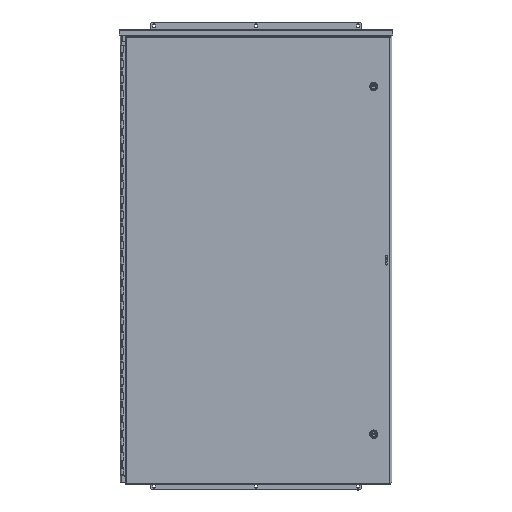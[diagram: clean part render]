
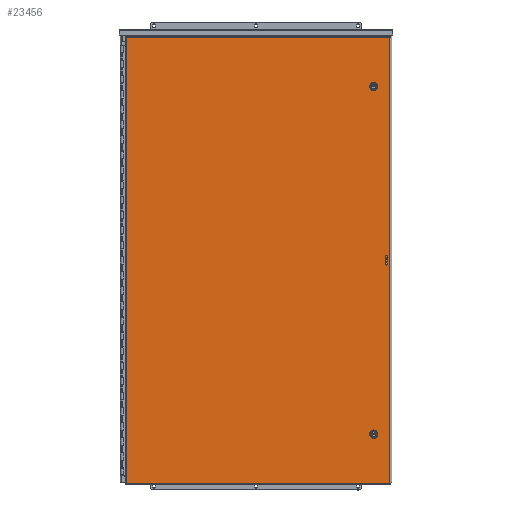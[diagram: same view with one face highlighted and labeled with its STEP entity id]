
A CAD part, top view. The second image highlights one B-rep face of the part: STEP entity #23456.
In plain terms, the highlighted planar face has unit normal (0, 0, 1).
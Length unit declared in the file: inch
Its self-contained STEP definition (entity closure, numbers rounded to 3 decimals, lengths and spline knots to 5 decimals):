
#733=LINE('',#34548,#3023);
#737=LINE('',#34560,#3027);
#741=LINE('',#34572,#3031);
#745=LINE('',#34582,#3035);
#795=LINE('',#34904,#3085);
#812=LINE('',#35116,#3102);
#816=LINE('',#35130,#3106);
#820=LINE('',#35142,#3110);
#824=LINE('',#35154,#3114);
#828=LINE('',#35164,#3118);
#832=LINE('',#35175,#3122);
#838=LINE('',#35193,#3128);
#840=LINE('',#35197,#3130);
#841=LINE('',#35200,#3131);
#3023=VECTOR('',#27623,0.42712);
#3027=VECTOR('',#27635,0.42712);
#3031=VECTOR('',#27647,0.42712);
#3035=VECTOR('',#27659,0.42712);
#3085=VECTOR('',#27743,59.102);
#3102=VECTOR('',#27776,59.102);
#3106=VECTOR('',#27788,0.42712);
#3110=VECTOR('',#27800,0.42712);
#3114=VECTOR('',#27812,0.42712);
#3118=VECTOR('',#27824,0.42712);
#3122=VECTOR('',#27836,1.);
#3128=VECTOR('',#27856,1.);
#3130=VECTOR('',#27862,34.9145);
#3131=VECTOR('',#27867,34.9145);
#5191=PLANE('',#24867);
#5837=FACE_BOUND('',#7505,.T.);
#5838=FACE_BOUND('',#7506,.T.);
#5839=FACE_BOUND('',#7507,.T.);
#6160=FACE_OUTER_BOUND('',#7504,.T.);
#7504=EDGE_LOOP('',(#16125,#16126,#16127,#16128));
#7505=EDGE_LOOP('',(#16129,#16130,#16131,#16132,#16133,#16134,#16135,#16136));
#7506=EDGE_LOOP('',(#16137,#16138,#16139,#16140,#16141,#16142,#16143,#16144));
#7507=EDGE_LOOP('',(#16145,#16146,#16147,#16148));
#8712=CIRCLE('',#24796,0.453);
#8714=CIRCLE('',#24800,0.453);
#8716=CIRCLE('',#24804,0.453);
#8718=CIRCLE('',#24808,0.453);
#8720=CIRCLE('',#24837,0.453);
#8722=CIRCLE('',#24841,0.453);
#8724=CIRCLE('',#24845,0.453);
#8726=CIRCLE('',#24849,0.453);
#8727=CIRCLE('',#24856,0.125);
#8729=CIRCLE('',#24859,0.125);
#9796=VERTEX_POINT('',#34539);
#9797=VERTEX_POINT('',#34541);
#9799=VERTEX_POINT('',#34547);
#9801=VERTEX_POINT('',#34553);
#9803=VERTEX_POINT('',#34559);
#9805=VERTEX_POINT('',#34565);
#9807=VERTEX_POINT('',#34571);
#9809=VERTEX_POINT('',#34577);
#9822=VERTEX_POINT('',#34679);
#9838=VERTEX_POINT('',#34797);
#9853=VERTEX_POINT('',#34903);
#9861=VERTEX_POINT('',#35052);
#9864=VERTEX_POINT('',#35121);
#9865=VERTEX_POINT('',#35123);
#9867=VERTEX_POINT('',#35129);
#9869=VERTEX_POINT('',#35135);
#9871=VERTEX_POINT('',#35141);
#9873=VERTEX_POINT('',#35147);
#9875=VERTEX_POINT('',#35153);
#9877=VERTEX_POINT('',#35159);
#9878=VERTEX_POINT('',#35171);
#9880=VERTEX_POINT('',#35174);
#9882=VERTEX_POINT('',#35180);
#9884=VERTEX_POINT('',#35186);
#12107=EDGE_CURVE('',#9797,#9796,#8712,.T.);
#12110=EDGE_CURVE('',#9799,#9797,#733,.T.);
#12113=EDGE_CURVE('',#9801,#9799,#8714,.T.);
#12116=EDGE_CURVE('',#9803,#9801,#737,.T.);
#12119=EDGE_CURVE('',#9805,#9803,#8716,.T.);
#12122=EDGE_CURVE('',#9807,#9805,#741,.T.);
#12125=EDGE_CURVE('',#9809,#9807,#8718,.T.);
#12128=EDGE_CURVE('',#9796,#9809,#745,.T.);
#12193=EDGE_CURVE('',#9853,#9838,#795,.T.);
#12219=EDGE_CURVE('',#9822,#9861,#812,.T.);
#12222=EDGE_CURVE('',#9865,#9864,#8720,.T.);
#12225=EDGE_CURVE('',#9867,#9865,#816,.T.);
#12228=EDGE_CURVE('',#9869,#9867,#8722,.T.);
#12231=EDGE_CURVE('',#9871,#9869,#820,.T.);
#12234=EDGE_CURVE('',#9873,#9871,#8724,.T.);
#12237=EDGE_CURVE('',#9875,#9873,#824,.T.);
#12240=EDGE_CURVE('',#9877,#9875,#8726,.T.);
#12243=EDGE_CURVE('',#9864,#9877,#828,.T.);
#12247=EDGE_CURVE('',#9880,#9878,#832,.T.);
#12250=EDGE_CURVE('',#9882,#9878,#8727,.T.);
#12253=EDGE_CURVE('',#9880,#9884,#8729,.T.);
#12257=EDGE_CURVE('',#9882,#9884,#838,.T.);
#12259=EDGE_CURVE('',#9838,#9822,#840,.T.);
#12260=EDGE_CURVE('',#9861,#9853,#841,.T.);
#16125=ORIENTED_EDGE('',*,*,#12219,.T.);
#16126=ORIENTED_EDGE('',*,*,#12260,.T.);
#16127=ORIENTED_EDGE('',*,*,#12193,.T.);
#16128=ORIENTED_EDGE('',*,*,#12259,.T.);
#16129=ORIENTED_EDGE('',*,*,#12107,.T.);
#16130=ORIENTED_EDGE('',*,*,#12128,.T.);
#16131=ORIENTED_EDGE('',*,*,#12125,.T.);
#16132=ORIENTED_EDGE('',*,*,#12122,.T.);
#16133=ORIENTED_EDGE('',*,*,#12119,.T.);
#16134=ORIENTED_EDGE('',*,*,#12116,.T.);
#16135=ORIENTED_EDGE('',*,*,#12113,.T.);
#16136=ORIENTED_EDGE('',*,*,#12110,.T.);
#16137=ORIENTED_EDGE('',*,*,#12222,.T.);
#16138=ORIENTED_EDGE('',*,*,#12243,.T.);
#16139=ORIENTED_EDGE('',*,*,#12240,.T.);
#16140=ORIENTED_EDGE('',*,*,#12237,.T.);
#16141=ORIENTED_EDGE('',*,*,#12234,.T.);
#16142=ORIENTED_EDGE('',*,*,#12231,.T.);
#16143=ORIENTED_EDGE('',*,*,#12228,.T.);
#16144=ORIENTED_EDGE('',*,*,#12225,.T.);
#16145=ORIENTED_EDGE('',*,*,#12247,.T.);
#16146=ORIENTED_EDGE('',*,*,#12250,.F.);
#16147=ORIENTED_EDGE('',*,*,#12257,.T.);
#16148=ORIENTED_EDGE('',*,*,#12253,.F.);
#23456=ADVANCED_FACE('',(#6160,#5837,#5838,#5839),#5191,.T.);
#24796=AXIS2_PLACEMENT_3D('',#34542,#27617,#27618);
#24800=AXIS2_PLACEMENT_3D('',#34554,#27629,#27630);
#24804=AXIS2_PLACEMENT_3D('',#34566,#27641,#27642);
#24808=AXIS2_PLACEMENT_3D('',#34578,#27653,#27654);
#24837=AXIS2_PLACEMENT_3D('',#35124,#27782,#27783);
#24841=AXIS2_PLACEMENT_3D('',#35136,#27794,#27795);
#24845=AXIS2_PLACEMENT_3D('',#35148,#27806,#27807);
#24849=AXIS2_PLACEMENT_3D('',#35160,#27818,#27819);
#24856=AXIS2_PLACEMENT_3D('',#35181,#27841,#27842);
#24859=AXIS2_PLACEMENT_3D('',#35187,#27848,#27849);
#24867=AXIS2_PLACEMENT_3D('',#35202,#27870,#27871);
#27617=DIRECTION('center_axis',(0.,0.,-1.));
#27618=DIRECTION('ref_axis',(0.882,0.471,0.));
#27623=DIRECTION('',(1.,0.,0.));
#27629=DIRECTION('center_axis',(0.,0.,-1.));
#27630=DIRECTION('ref_axis',(-0.471,0.882,0.));
#27635=DIRECTION('',(0.,1.,0.));
#27641=DIRECTION('center_axis',(0.,0.,-1.));
#27642=DIRECTION('ref_axis',(-0.882,-0.471,0.));
#27647=DIRECTION('',(-1.,0.,0.));
#27653=DIRECTION('center_axis',(0.,0.,-1.));
#27654=DIRECTION('ref_axis',(0.471,-0.882,0.));
#27659=DIRECTION('',(0.,-1.,0.));
#27743=DIRECTION('',(0.,-1.,0.));
#27776=DIRECTION('',(0.,1.,0.));
#27782=DIRECTION('center_axis',(0.,0.,-1.));
#27783=DIRECTION('ref_axis',(0.882,0.471,0.));
#27788=DIRECTION('',(1.,0.,0.));
#27794=DIRECTION('center_axis',(0.,0.,-1.));
#27795=DIRECTION('ref_axis',(-0.471,0.882,0.));
#27800=DIRECTION('',(0.,1.,0.));
#27806=DIRECTION('center_axis',(0.,0.,-1.));
#27807=DIRECTION('ref_axis',(-0.882,-0.471,0.));
#27812=DIRECTION('',(-1.,0.,0.));
#27818=DIRECTION('center_axis',(0.,0.,-1.));
#27819=DIRECTION('ref_axis',(0.471,-0.882,0.));
#27824=DIRECTION('',(0.,-1.,0.));
#27836=DIRECTION('',(0.,-1.,0.));
#27841=DIRECTION('center_axis',(0.,0.,1.));
#27842=DIRECTION('ref_axis',(-0.707,-0.707,0.));
#27848=DIRECTION('center_axis',(0.,0.,1.));
#27849=DIRECTION('ref_axis',(0.707,0.707,0.));
#27856=DIRECTION('',(0.,1.,0.));
#27862=DIRECTION('',(1.,0.,0.));
#27867=DIRECTION('',(-1.,0.,0.));
#27870=DIRECTION('center_axis',(0.,0.,1.));
#27871=DIRECTION('ref_axis',(1.,0.,0.));
#34539=CARTESIAN_POINT('',(15.712,23.24481,0.074));
#34541=CARTESIAN_POINT('',(15.52612,23.43075,0.074));
#34542=CARTESIAN_POINT('Origin',(15.31248,23.0313,0.074));
#34547=CARTESIAN_POINT('',(15.099,23.43075,0.074));
#34548=CARTESIAN_POINT('',(7.76306,23.43075,0.074));
#34553=CARTESIAN_POINT('',(14.913,23.24481,0.074));
#34554=CARTESIAN_POINT('Origin',(15.31248,23.0312,0.074));
#34559=CARTESIAN_POINT('',(14.913,22.81769,0.074));
#34560=CARTESIAN_POINT('',(14.913,11.62241,0.074));
#34565=CARTESIAN_POINT('',(15.09894,22.63175,0.074));
#34566=CARTESIAN_POINT('Origin',(15.3125,23.03125,0.074));
#34571=CARTESIAN_POINT('',(15.52606,22.63175,0.074));
#34572=CARTESIAN_POINT('',(7.54947,22.63175,0.074));
#34577=CARTESIAN_POINT('',(15.712,22.81769,0.074));
#34578=CARTESIAN_POINT('Origin',(15.3125,23.03125,0.074));
#34582=CARTESIAN_POINT('',(15.712,11.40884,0.074));
#34679=CARTESIAN_POINT('',(17.45725,-29.551,0.074));
#34797=CARTESIAN_POINT('',(-17.45725,-29.551,0.074));
#34903=CARTESIAN_POINT('',(-17.45725,29.551,0.074));
#34904=CARTESIAN_POINT('',(-17.45725,14.7755,0.074));
#35052=CARTESIAN_POINT('',(17.45725,29.551,0.074));
#35116=CARTESIAN_POINT('',(17.45725,-14.7755,0.074));
#35121=CARTESIAN_POINT('',(15.712,-22.81769,0.074));
#35123=CARTESIAN_POINT('',(15.52612,-22.63175,0.074));
#35124=CARTESIAN_POINT('Origin',(15.31248,-23.0312,0.074));
#35129=CARTESIAN_POINT('',(15.099,-22.63175,0.074));
#35130=CARTESIAN_POINT('',(7.76306,-22.63175,0.074));
#35135=CARTESIAN_POINT('',(14.913,-22.81769,0.074));
#35136=CARTESIAN_POINT('Origin',(15.31248,-23.0313,0.074));
#35141=CARTESIAN_POINT('',(14.913,-23.24481,0.074));
#35142=CARTESIAN_POINT('',(14.913,-11.40884,0.074));
#35147=CARTESIAN_POINT('',(15.09894,-23.43075,0.074));
#35148=CARTESIAN_POINT('Origin',(15.3125,-23.03125,0.074));
#35153=CARTESIAN_POINT('',(15.52606,-23.43075,0.074));
#35154=CARTESIAN_POINT('',(7.54947,-23.43075,0.074));
#35159=CARTESIAN_POINT('',(15.712,-23.24481,0.074));
#35160=CARTESIAN_POINT('Origin',(15.3125,-23.03125,0.074));
#35164=CARTESIAN_POINT('',(15.712,-11.62241,0.074));
#35171=CARTESIAN_POINT('',(17.14063,-0.5,0.074));
#35174=CARTESIAN_POINT('',(17.14063,0.5,0.074));
#35175=CARTESIAN_POINT('',(17.14063,0.3125,0.074));
#35180=CARTESIAN_POINT('',(16.89063,-0.5,0.074));
#35181=CARTESIAN_POINT('Origin',(17.01563,-0.5,0.074));
#35186=CARTESIAN_POINT('',(16.89063,0.5,0.074));
#35187=CARTESIAN_POINT('Origin',(17.01563,0.5,0.074));
#35193=CARTESIAN_POINT('',(16.89063,-0.3125,0.074));
#35197=CARTESIAN_POINT('',(-8.72863,-29.551,0.074));
#35200=CARTESIAN_POINT('',(8.72863,29.551,0.074));
#35202=CARTESIAN_POINT('Origin',(0.,0.,0.074));
